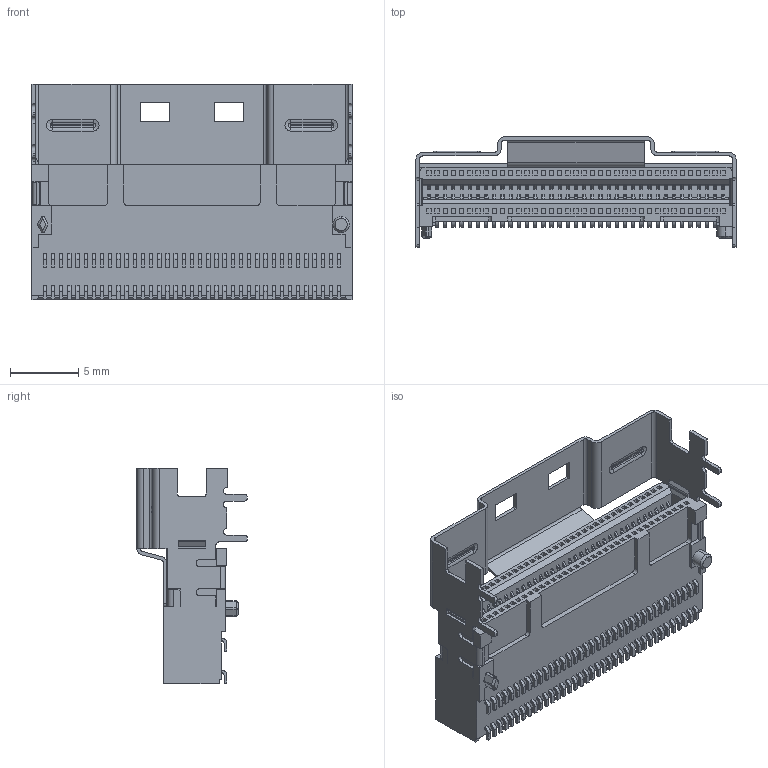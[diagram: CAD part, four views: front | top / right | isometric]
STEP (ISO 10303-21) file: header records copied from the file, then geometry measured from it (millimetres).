
FILE_DESCRIPTION((''),'2;1');
FILE_NAME('U10-A474-XXXX','2018-05-15T',('jason.yue'),(''),'CREO PARAMETRIC BY PTC INC, 2017020','CREO PARAMETRIC BY PTC INC, 2017020','');
FILE_SCHEMA(('CONFIG_CONTROL_DESIGN','GEOMETRIC_VALIDATION_PROPERTIES_MIM'));
Products named in the file (1): U10-A474-XXXX
Bounding box: 23.5 x 8.1 x 15.8 mm (x, y, z)
Volume: 862.5 mm3; surface area: 1663.4 mm2
Topology: 1 solids, 3 shells, 2715 faces, 7259 edges, 4695 vertices
Faces by surface type: plane 1475, cylinder 773, torus 448, bspline 12, cone 7
Entity records: 85894 total; most frequent: CARTESIAN_POINT 16289, DIRECTION 14618, ORIENTED_EDGE 14508, EDGE_CURVE 7254, AXIS2_PLACEMENT_3D 4958, VECTOR 4702, LINE 4702, VERTEX_POINT 4695
